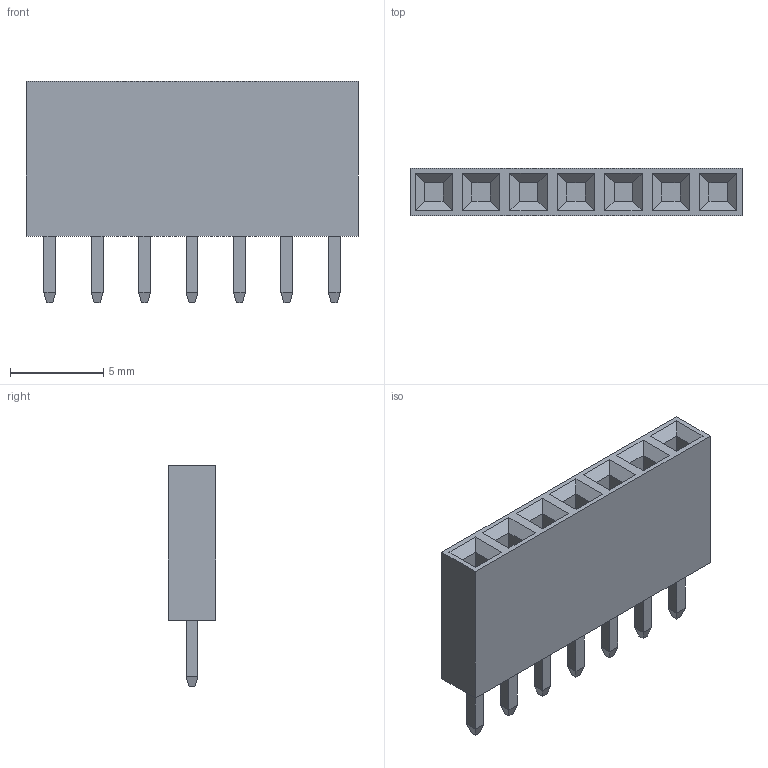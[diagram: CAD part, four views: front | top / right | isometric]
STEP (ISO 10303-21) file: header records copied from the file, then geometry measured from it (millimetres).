
FILE_DESCRIPTION(('FreeCAD Model'),'2;1');
FILE_NAME('1x7-female-pin-header.step', '2014-12-21T20:24:20',('FreeCAD'),('FreeCAD'), 'Open CASCADE STEP processor 6.7','FreeCAD','Unknown');
FILE_SCHEMA(('AUTOMOTIVE_DESIGN_CC2 { 1 2 10303 214 -1 1 5 4 }'));
Length unit declared in the file: millimetre
Products named in the file (1): 1x7-female-pin-header
Bounding box: 17.78 x 2.54 x 11.85 mm (x, y, z)
Volume: 351.7 mm3; surface area: 599.3 mm2
Topology: 8 solids, 8 shells, 139 faces, 292 edges, 176 vertices
Faces by surface type: plane 83, bspline 56
Entity records: 8242 total; most frequent: CARTESIAN_POINT 1556, DIRECTION 904, LINE 736, VECTOR 736, ORIENTED_EDGE 584, PCURVE 584, DEFINITIONAL_REPRESENTATION 584, EDGE_CURVE 292
